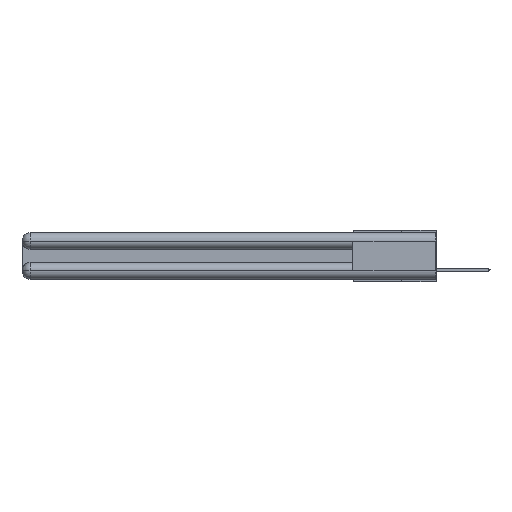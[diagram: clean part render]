
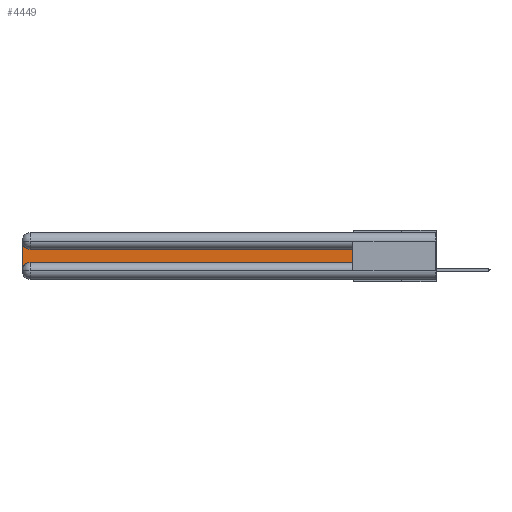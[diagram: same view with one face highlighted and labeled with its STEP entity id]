
A CAD part, left-side view. The second image highlights one B-rep face of the part: STEP entity #4449.
In plain terms, the highlighted planar face has unit normal (-1, 0, 0).
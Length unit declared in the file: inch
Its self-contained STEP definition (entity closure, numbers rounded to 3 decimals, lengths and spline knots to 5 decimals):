
#1747 = CARTESIAN_POINT ( 'NONE',  ( 0.075, 3., -0.1225 ) ) ;
#2322 = LINE ( 'NONE', #18451, #11722 ) ;
#3520 = DIRECTION ( 'NONE',  ( 1., 0., 0. ) ) ;
#3700 = DIRECTION ( 'NONE',  ( 1., 0., 0. ) ) ;
#4265 = VECTOR ( 'NONE', #7010, 39.37008 ) ;
#4449 = ADVANCED_FACE ( 'NONE', ( #6417 ), #9644, .F. ) ;
#4800 = CARTESIAN_POINT ( 'NONE',  ( 0.075, 2.94, -0.1225 ) ) ;
#5557 = EDGE_LOOP ( 'NONE', ( #7394, #23396, #18815, #9923, #6540, #24596 ) ) ;
#5562 = VERTEX_POINT ( 'NONE', #17190 ) ;
#6220 = VERTEX_POINT ( 'NONE', #15912 ) ;
#6310 = VECTOR ( 'NONE', #7358, 39.37008 ) ;
#6417 = FACE_OUTER_BOUND ( 'NONE', #5557, .T. ) ;
#6540 = ORIENTED_EDGE ( 'NONE', *, *, #22130, .T. ) ;
#6584 = CARTESIAN_POINT ( 'NONE',  ( 0.075, 2.94, -0.2775 ) ) ;
#6924 = CARTESIAN_POINT ( 'NONE',  ( 0.075, 3., -0.2175 ) ) ;
#7010 = DIRECTION ( 'NONE',  ( 0., -1., 0. ) ) ;
#7358 = DIRECTION ( 'NONE',  ( 0., 1., 0. ) ) ;
#7394 = ORIENTED_EDGE ( 'NONE', *, *, #25361, .T. ) ;
#7541 = DIRECTION ( 'NONE',  ( 0., 0., -1. ) ) ;
#8603 = DIRECTION ( 'NONE',  ( 1., 0., 0. ) ) ;
#9261 = CARTESIAN_POINT ( 'NONE',  ( 0.075, 3., -0.2775 ) ) ;
#9644 = PLANE ( 'NONE',  #17945 ) ;
#9923 = ORIENTED_EDGE ( 'NONE', *, *, #18302, .T. ) ;
#10458 = DIRECTION ( 'NONE',  ( 0., 0., -1. ) ) ;
#10800 = CARTESIAN_POINT ( 'NONE',  ( 0.075, 3., -0.0625 ) ) ;
#11136 = CARTESIAN_POINT ( 'NONE',  ( 0.075, 0.6, -0.2175 ) ) ;
#11722 = VECTOR ( 'NONE', #22359, 39.37008 ) ;
#11825 = LINE ( 'NONE', #6924, #15897 ) ;
#12226 = EDGE_CURVE ( 'NONE', #21849, #16248, #11825, .T. ) ;
#13039 = AXIS2_PLACEMENT_3D ( 'NONE', #6584, #8603, #10458 ) ;
#13072 = CARTESIAN_POINT ( 'NONE',  ( 0.075, 0.6, -0.1225 ) ) ;
#13538 = LINE ( 'NONE', #13072, #6310 ) ;
#13842 = EDGE_CURVE ( 'NONE', #16626, #21849, #16456, .T. ) ;
#15186 = VERTEX_POINT ( 'NONE', #22822 ) ;
#15897 = VECTOR ( 'NONE', #22961, 39.37008 ) ;
#15912 = CARTESIAN_POINT ( 'NONE',  ( 0.075, 2.94, -0.2175 ) ) ;
#16248 = VERTEX_POINT ( 'NONE', #9261 ) ;
#16456 = CIRCLE ( 'NONE', #17331, 0.06 ) ;
#16626 = VERTEX_POINT ( 'NONE', #4800 ) ;
#17190 = CARTESIAN_POINT ( 'NONE',  ( 0.075, 0.6, -0.2175 ) ) ;
#17331 = AXIS2_PLACEMENT_3D ( 'NONE', #25610, #3700, #17379 ) ;
#17379 = DIRECTION ( 'NONE',  ( 0., 0., -1. ) ) ;
#17945 = AXIS2_PLACEMENT_3D ( 'NONE', #1747, #3520, #7541 ) ;
#18302 = EDGE_CURVE ( 'NONE', #16248, #6220, #24738, .T. ) ;
#18451 = CARTESIAN_POINT ( 'NONE',  ( 0.075, 0.6, -0.2175 ) ) ;
#18815 = ORIENTED_EDGE ( 'NONE', *, *, #12226, .T. ) ;
#21849 = VERTEX_POINT ( 'NONE', #10800 ) ;
#22130 = EDGE_CURVE ( 'NONE', #6220, #5562, #25784, .T. ) ;
#22359 = DIRECTION ( 'NONE',  ( 0., 0., 1. ) ) ;
#22822 = CARTESIAN_POINT ( 'NONE',  ( 0.075, 0.6, -0.1225 ) ) ;
#22961 = DIRECTION ( 'NONE',  ( 0., 0., -1. ) ) ;
#23296 = EDGE_CURVE ( 'NONE', #5562, #15186, #2322, .T. ) ;
#23396 = ORIENTED_EDGE ( 'NONE', *, *, #13842, .T. ) ;
#24596 = ORIENTED_EDGE ( 'NONE', *, *, #23296, .T. ) ;
#24738 = CIRCLE ( 'NONE', #13039, 0.06 ) ;
#25361 = EDGE_CURVE ( 'NONE', #15186, #16626, #13538, .T. ) ;
#25610 = CARTESIAN_POINT ( 'NONE',  ( 0.075, 2.94, -0.0625 ) ) ;
#25784 = LINE ( 'NONE', #11136, #4265 ) ;
